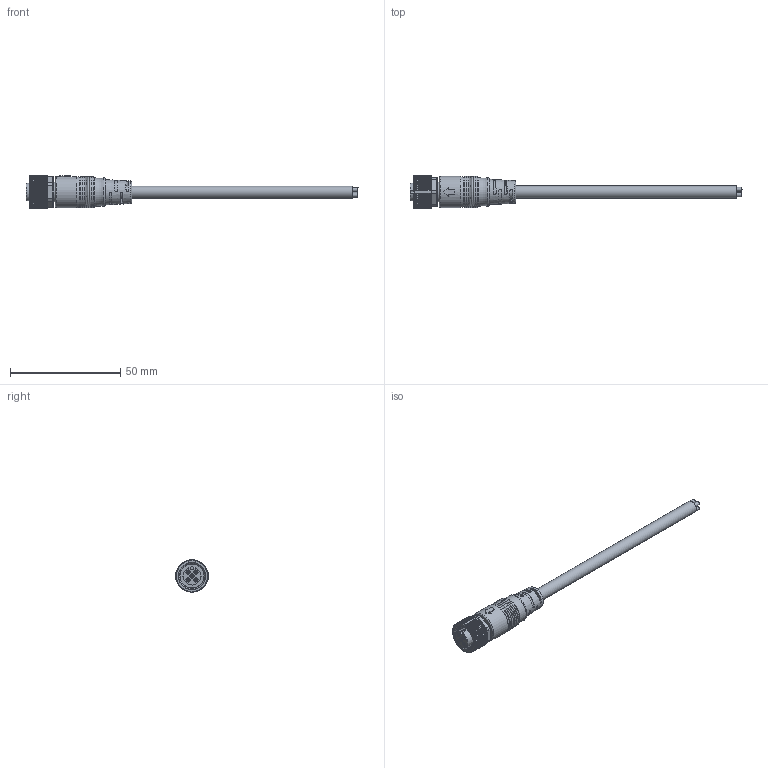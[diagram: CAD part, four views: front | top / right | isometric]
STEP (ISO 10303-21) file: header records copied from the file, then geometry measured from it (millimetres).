
FILE_DESCRIPTION(/* description */ ('Unknown'),/* implementation_level */ '2;1');
FILE_NAME(/* name */ '643622120305',/* time_stamp */ '2023-02-08T17:07:19+01:00',/* author */ ('Unknown'),/* organization */ ('Unknown'),/* preprocessor_version */ 'ST-DEVELOPER v18.102',/* originating_system */ 'Solid Edge',/* authorisation */ 'Unknown');
FILE_SCHEMA (('AUTOMOTIVE_DESIGN {1 0 10303 214 3 1 1}'));
Length unit declared in the file: millimetre
Products named in the file (8): 6436221203xx; 64362x120305_Housing; 6436221203xx_Pin; 6436221203xx_Screw Nut; 6436221203xx_Seal; 6436xx120305_Cable_F; 643622120305_Body; 643622120308_Pin
Assembly tree (10 placements, depth 2):
  6436221203xx
    64362x120305_Housing
    6436221203xx_Pin  x4
    6436221203xx_Screw Nut
    6436221203xx_Seal
    6436xx120305_Cable_F
    643622120305_Body
    643622120308_Pin
Bounding box: 150.3 x 14.77 x 14.9 mm (x, y, z)
Volume: 7742.2 mm3; surface area: 9894.7 mm2
Topology: 10 solids, 10 shells, 792 faces, 2069 edges, 1355 vertices
Faces by surface type: plane 338, cylinder 272, torus 86, cone 66, bspline 18, sphere 12
Full cylindrical faces by diameter (mm): 0.61 x5, 0.85 x1, 0.9 x1, 1 x1, 1.05 x4, 1.1 x4, 1.2 x10, 1.3 x4, 1.4 x6, 1.53 x4, 1.6 x24, 1.66 x5, 1.73 x16, 1.74 x10, 2 x5, 5.5 x2, 6 x1, 8.05 x5, 8.5 x2, 8.8 x2, 8.9 x1, 9.05 x1, 10.8 x3, 10.9 x7, 13.5 x7, 14.2 x1
Entity records: 23856 total; most frequent: CARTESIAN_POINT 8965, ORIENTED_EDGE 3060, DIRECTION 2645, EDGE_CURVE 1530, VERTEX_POINT 1076, AXIS2_PLACEMENT_3D 1045, FACE_BOUND 852, EDGE_LOOP 848
